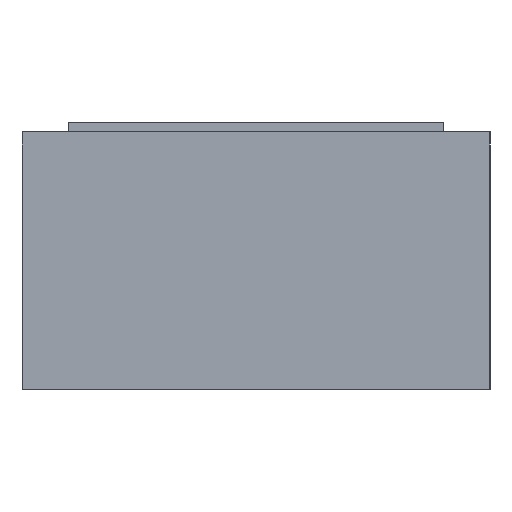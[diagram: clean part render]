
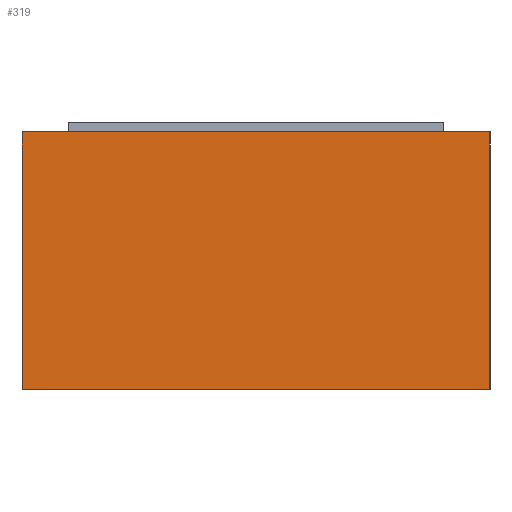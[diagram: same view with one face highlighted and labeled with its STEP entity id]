
A CAD part, left-side view. The second image highlights one B-rep face of the part: STEP entity #319.
In plain terms, the highlighted planar face has unit normal (-1, 0, 0).
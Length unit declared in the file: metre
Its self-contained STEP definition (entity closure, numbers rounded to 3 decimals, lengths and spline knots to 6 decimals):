
#44=ORIENTED_EDGE('',*,*,#123,.T.);
#45=ORIENTED_EDGE('',*,*,#124,.F.);
#46=ORIENTED_EDGE('',*,*,#107,.F.);
#47=ORIENTED_EDGE('',*,*,#122,.T.);
#107=EDGE_CURVE('',#148,#149,#176,.T.);
#122=EDGE_CURVE('',#148,#161,#191,.T.);
#123=EDGE_CURVE('',#161,#162,#192,.T.);
#124=EDGE_CURVE('',#149,#162,#193,.T.);
#148=VERTEX_POINT('',#458);
#149=VERTEX_POINT('',#460);
#161=VERTEX_POINT('',#488);
#162=VERTEX_POINT('',#492);
#176=LINE('',#459,#215);
#191=LINE('',#489,#230);
#192=LINE('',#491,#231);
#193=LINE('',#493,#232);
#215=VECTOR('',#375,1.);
#230=VECTOR('',#394,1.);
#231=VECTOR('',#397,1.);
#232=VECTOR('',#398,1.);
#257=EDGE_LOOP('',(#44,#45,#46,#47));
#280=FACE_BOUND('',#257,.T.);
#301=PLANE('',#351);
#319=ADVANCED_FACE('',(#280),#301,.F.);
#351=AXIS2_PLACEMENT_3D('',#490,#395,#396);
#375=DIRECTION('',(0.,-1.,0.));
#394=DIRECTION('',(0.,0.,-1.));
#395=DIRECTION('',(1.,0.,0.));
#396=DIRECTION('',(0.,1.,0.));
#397=DIRECTION('',(0.,-1.,0.));
#398=DIRECTION('',(0.,0.,-1.));
#458=CARTESIAN_POINT('',(-0.0008,0.0005,0.00055));
#459=CARTESIAN_POINT('',(-0.0008,0.,0.00055));
#460=CARTESIAN_POINT('',(-0.0008,-0.0005,0.00055));
#488=CARTESIAN_POINT('',(-0.0008,0.0005,0.));
#489=CARTESIAN_POINT('',(-0.0008,0.0005,0.00055));
#490=CARTESIAN_POINT('',(-0.0008,0.,0.00055));
#491=CARTESIAN_POINT('',(-0.0008,0.,0.));
#492=CARTESIAN_POINT('',(-0.0008,-0.0005,0.));
#493=CARTESIAN_POINT('',(-0.0008,-0.0005,0.00055));
